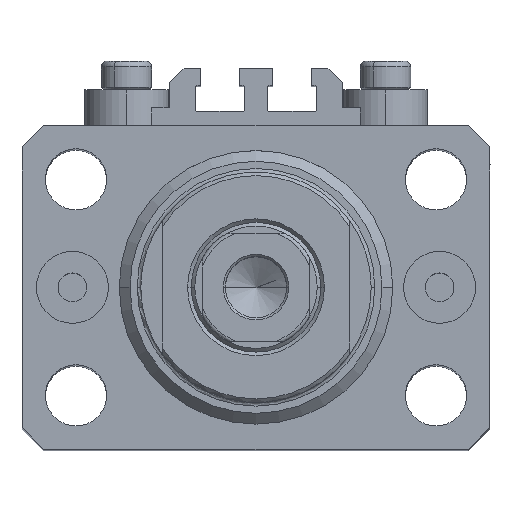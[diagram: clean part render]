
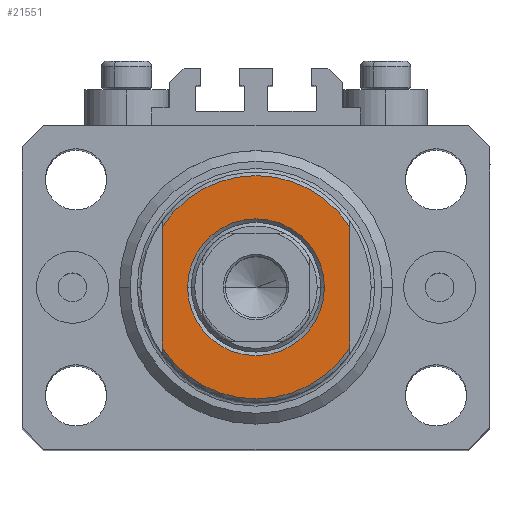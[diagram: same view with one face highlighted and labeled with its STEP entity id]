
A CAD part, top view. The second image highlights one B-rep face of the part: STEP entity #21551.
In plain terms, the highlighted face is planar.
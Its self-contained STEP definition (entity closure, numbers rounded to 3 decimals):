
#201 = VECTOR ( 'NONE', #9499, 1000. ) ;
#276 = DIRECTION ( 'NONE',  ( -1., 0., 0. ) ) ;
#775 = VERTEX_POINT ( 'NONE', #17135 ) ;
#1250 = ORIENTED_EDGE ( 'NONE', *, *, #12266, .T. ) ;
#3854 = CARTESIAN_POINT ( 'NONE',  ( 0., 0., -6.5 ) ) ;
#5239 = CIRCLE ( 'NONE', #25802, 9.5 ) ;
#8056 = AXIS2_PLACEMENT_3D ( 'NONE', #34513, #30925, #12808 ) ;
#8143 = LINE ( 'NONE', #38595, #201 ) ;
#9390 = CARTESIAN_POINT ( 'NONE',  ( 0., 0., -6.5 ) ) ;
#9499 = DIRECTION ( 'NONE',  ( 0., -1., 0. ) ) ;
#11407 = EDGE_CURVE ( 'NONE', #28000, #35625, #42915, .T. ) ;
#11991 = ORIENTED_EDGE ( 'NONE', *, *, #13126, .T. ) ;
#12266 = EDGE_CURVE ( 'NONE', #28000, #13351, #31619, .T. ) ;
#12539 = VERTEX_POINT ( 'NONE', #42342 ) ;
#12808 = DIRECTION ( 'NONE',  ( -1., 0., 0. ) ) ;
#13126 = EDGE_CURVE ( 'NONE', #12539, #35625, #18750, .T. ) ;
#13158 = DIRECTION ( 'NONE',  ( -1., 0., 0. ) ) ;
#13351 = VERTEX_POINT ( 'NONE', #35927 ) ;
#14093 = VECTOR ( 'NONE', #25234, 1000. ) ;
#16782 = DIRECTION ( 'NONE',  ( 0., 0., 1. ) ) ;
#17135 = CARTESIAN_POINT ( 'NONE',  ( 9.5, 0., -6.5 ) ) ;
#17790 = AXIS2_PLACEMENT_3D ( 'NONE', #9390, #16782, #42320 ) ;
#17925 = CARTESIAN_POINT ( 'NONE',  ( 0., 0., -6.5 ) ) ;
#18750 = CIRCLE ( 'NONE', #40838, 15.5 ) ;
#19711 = CARTESIAN_POINT ( 'NONE',  ( -9.5, 0., -6.5 ) ) ;
#21363 = EDGE_CURVE ( 'NONE', #775, #36913, #5239, .T. ) ;
#21551 = ADVANCED_FACE ( 'NONE', ( #36527, #21747 ), #24849, .T. ) ;
#21676 = EDGE_LOOP ( 'NONE', ( #1250, #43244, #11991, #41031 ) ) ;
#21747 = FACE_OUTER_BOUND ( 'NONE', #21676, .T. ) ;
#23210 = DIRECTION ( 'NONE',  ( 0., 0., 1. ) ) ;
#24849 = PLANE ( 'NONE',  #34963 ) ;
#25234 = DIRECTION ( 'NONE',  ( 0., -1., 0. ) ) ;
#25802 = AXIS2_PLACEMENT_3D ( 'NONE', #27021, #23210, #44707 ) ;
#27021 = CARTESIAN_POINT ( 'NONE',  ( 0., 0., -6.5 ) ) ;
#28000 = VERTEX_POINT ( 'NONE', #30871 ) ;
#30871 = CARTESIAN_POINT ( 'NONE',  ( -13., 8.441, -6.5 ) ) ;
#30925 = DIRECTION ( 'NONE',  ( 0., 0., -1. ) ) ;
#31619 = CIRCLE ( 'NONE', #8056, 15.5 ) ;
#31673 = CARTESIAN_POINT ( 'NONE',  ( -13., -43.081, -6.5 ) ) ;
#31689 = CARTESIAN_POINT ( 'NONE',  ( -13., -8.441, -6.5 ) ) ;
#32232 = CIRCLE ( 'NONE', #17790, 9.5 ) ;
#34513 = CARTESIAN_POINT ( 'NONE',  ( 0., 0., -6.5 ) ) ;
#34963 = AXIS2_PLACEMENT_3D ( 'NONE', #3854, #39399, #276 ) ;
#35625 = VERTEX_POINT ( 'NONE', #31689 ) ;
#35927 = CARTESIAN_POINT ( 'NONE',  ( 13., 8.441, -6.5 ) ) ;
#36527 = FACE_BOUND ( 'NONE', #41412, .T. ) ;
#36913 = VERTEX_POINT ( 'NONE', #19711 ) ;
#37244 = ORIENTED_EDGE ( 'NONE', *, *, #21363, .T. ) ;
#38595 = CARTESIAN_POINT ( 'NONE',  ( 13., -43.081, -6.5 ) ) ;
#39292 = EDGE_CURVE ( 'NONE', #13351, #12539, #8143, .T. ) ;
#39399 = DIRECTION ( 'NONE',  ( 0., 0., -1. ) ) ;
#40838 = AXIS2_PLACEMENT_3D ( 'NONE', #17925, #45869, #13158 ) ;
#41031 = ORIENTED_EDGE ( 'NONE', *, *, #11407, .F. ) ;
#41412 = EDGE_LOOP ( 'NONE', ( #43379, #37244 ) ) ;
#42320 = DIRECTION ( 'NONE',  ( -1., 0., 0. ) ) ;
#42342 = CARTESIAN_POINT ( 'NONE',  ( 13., -8.441, -6.5 ) ) ;
#42915 = LINE ( 'NONE', #31673, #14093 ) ;
#43244 = ORIENTED_EDGE ( 'NONE', *, *, #39292, .T. ) ;
#43379 = ORIENTED_EDGE ( 'NONE', *, *, #46157, .T. ) ;
#44707 = DIRECTION ( 'NONE',  ( -1., 0., 0. ) ) ;
#45869 = DIRECTION ( 'NONE',  ( 0., 0., -1. ) ) ;
#46157 = EDGE_CURVE ( 'NONE', #36913, #775, #32232, .T. ) ;
